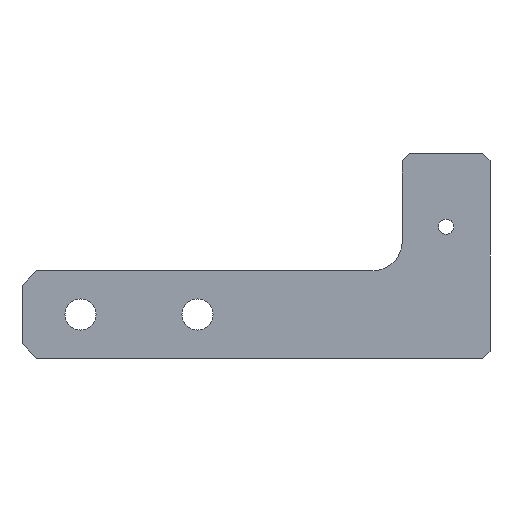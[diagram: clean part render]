
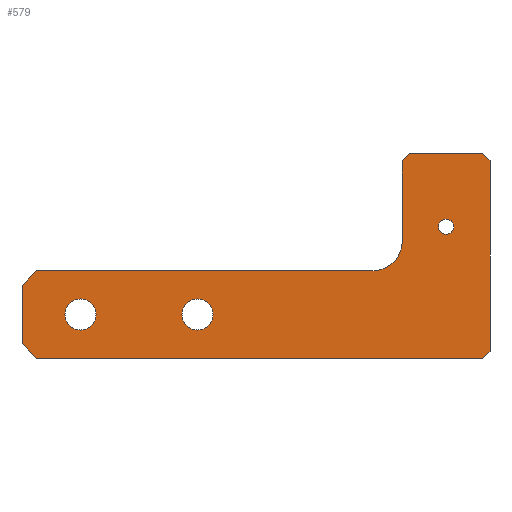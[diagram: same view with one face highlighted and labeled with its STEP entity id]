
A CAD part, front view. The second image highlights one B-rep face of the part: STEP entity #579.
In plain terms, the highlighted planar face has unit normal (0, -1, 0).
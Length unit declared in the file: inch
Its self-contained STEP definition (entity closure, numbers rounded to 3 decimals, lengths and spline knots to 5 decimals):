
#19=FACE_BOUND('',#103,.T.);
#20=FACE_BOUND('',#104,.T.);
#21=FACE_BOUND('',#105,.T.);
#40=PLANE('',#645);
#69=FACE_OUTER_BOUND('',#102,.T.);
#102=EDGE_LOOP('',(#509,#510,#511,#512,#513,#514,#515,#516,#517,#518,#519,
#520));
#103=EDGE_LOOP('',(#521));
#104=EDGE_LOOP('',(#522));
#105=EDGE_LOOP('',(#523));
#114=LINE('',#820,#177);
#117=LINE('',#827,#180);
#130=LINE('',#860,#193);
#132=LINE('',#864,#195);
#151=LINE('',#919,#214);
#162=LINE('',#941,#225);
#168=LINE('',#958,#231);
#169=LINE('',#961,#232);
#170=LINE('',#963,#233);
#171=LINE('',#964,#234);
#172=LINE('',#965,#235);
#177=VECTOR('',#663,0.3937);
#180=VECTOR('',#668,0.3937);
#193=VECTOR('',#693,0.3937);
#195=VECTOR('',#697,0.3937);
#214=VECTOR('',#752,0.3937);
#225=VECTOR('',#769,0.3937);
#231=VECTOR('',#789,0.3937);
#232=VECTOR('',#792,0.3937);
#233=VECTOR('',#793,0.3937);
#234=VECTOR('',#794,0.3937);
#235=VECTOR('',#795,0.3937);
#238=CIRCLE('',#606,0.25);
#247=CIRCLE('',#623,0.133);
#251=CIRCLE('',#630,0.133);
#254=CIRCLE('',#643,0.065);
#255=VERTEX_POINT('',#810);
#256=VERTEX_POINT('',#811);
#259=VERTEX_POINT('',#819);
#261=VERTEX_POINT('',#825);
#262=VERTEX_POINT('',#826);
#276=VERTEX_POINT('',#859);
#277=VERTEX_POINT('',#863);
#281=VERTEX_POINT('',#876);
#285=VERTEX_POINT('',#889);
#295=VERTEX_POINT('',#917);
#302=VERTEX_POINT('',#938);
#303=VERTEX_POINT('',#940);
#307=VERTEX_POINT('',#954);
#308=VERTEX_POINT('',#960);
#309=VERTEX_POINT('',#962);
#310=EDGE_CURVE('',#255,#256,#238,.T.);
#314=EDGE_CURVE('',#259,#256,#114,.T.);
#317=EDGE_CURVE('',#261,#262,#117,.T.);
#334=EDGE_CURVE('',#276,#262,#130,.T.);
#336=EDGE_CURVE('',#276,#277,#132,.T.);
#343=EDGE_CURVE('',#281,#281,#247,.T.);
#349=EDGE_CURVE('',#285,#285,#251,.T.);
#363=EDGE_CURVE('',#261,#295,#151,.T.);
#374=EDGE_CURVE('',#303,#302,#162,.T.);
#382=EDGE_CURVE('',#307,#307,#254,.T.);
#383=EDGE_CURVE('',#259,#302,#168,.T.);
#384=EDGE_CURVE('',#308,#295,#169,.T.);
#385=EDGE_CURVE('',#308,#309,#170,.T.);
#386=EDGE_CURVE('',#303,#309,#171,.T.);
#387=EDGE_CURVE('',#255,#277,#172,.T.);
#509=ORIENTED_EDGE('',*,*,#317,.F.);
#510=ORIENTED_EDGE('',*,*,#363,.T.);
#511=ORIENTED_EDGE('',*,*,#384,.F.);
#512=ORIENTED_EDGE('',*,*,#385,.T.);
#513=ORIENTED_EDGE('',*,*,#386,.F.);
#514=ORIENTED_EDGE('',*,*,#374,.T.);
#515=ORIENTED_EDGE('',*,*,#383,.F.);
#516=ORIENTED_EDGE('',*,*,#314,.T.);
#517=ORIENTED_EDGE('',*,*,#310,.F.);
#518=ORIENTED_EDGE('',*,*,#387,.T.);
#519=ORIENTED_EDGE('',*,*,#336,.F.);
#520=ORIENTED_EDGE('',*,*,#334,.T.);
#521=ORIENTED_EDGE('',*,*,#343,.T.);
#522=ORIENTED_EDGE('',*,*,#349,.T.);
#523=ORIENTED_EDGE('',*,*,#382,.T.);
#579=ADVANCED_FACE('',(#69,#19,#20,#21),#40,.T.);
#606=AXIS2_PLACEMENT_3D('',#812,#655,#656);
#623=AXIS2_PLACEMENT_3D('',#878,#713,#714);
#630=AXIS2_PLACEMENT_3D('',#891,#729,#730);
#643=AXIS2_PLACEMENT_3D('',#956,#785,#786);
#645=AXIS2_PLACEMENT_3D('',#959,#790,#791);
#655=DIRECTION('center_axis',(0.,-1.,0.));
#656=DIRECTION('ref_axis',(0.707,0.,-0.707));
#663=DIRECTION('',(0.,0.,-1.));
#668=DIRECTION('',(-0.707,0.,0.707));
#693=DIRECTION('',(0.,0.,-1.));
#697=DIRECTION('',(0.707,0.,0.707));
#713=DIRECTION('center_axis',(0.,1.,0.));
#714=DIRECTION('ref_axis',(1.,0.,0.));
#729=DIRECTION('center_axis',(0.,1.,0.));
#730=DIRECTION('ref_axis',(1.,0.,0.));
#752=DIRECTION('',(1.,0.,0.));
#769=DIRECTION('',(-1.,0.,0.));
#785=DIRECTION('center_axis',(0.,1.,0.));
#786=DIRECTION('ref_axis',(1.,0.,0.));
#789=DIRECTION('',(0.707,0.,0.707));
#790=DIRECTION('center_axis',(0.,-1.,0.));
#791=DIRECTION('ref_axis',(0.,0.,-1.));
#792=DIRECTION('',(-0.707,0.,-0.707));
#793=DIRECTION('',(0.,0.,1.));
#794=DIRECTION('',(0.707,0.,-0.707));
#795=DIRECTION('',(-1.,0.,0.));
#810=CARTESIAN_POINT('',(1.75,-0.25,-2.0625));
#811=CARTESIAN_POINT('',(2.,-0.25,-1.8125));
#812=CARTESIAN_POINT('Origin',(1.75,-0.25,-1.8125));
#819=CARTESIAN_POINT('',(2.,-0.25,-1.125));
#820=CARTESIAN_POINT('',(2.,-0.25,-1.0625));
#825=CARTESIAN_POINT('',(-1.125,-0.25,-2.8125));
#826=CARTESIAN_POINT('',(-1.25,-0.25,-2.6875));
#827=CARTESIAN_POINT('',(-0.76495,-0.25,-3.17255));
#859=CARTESIAN_POINT('',(-1.25,-0.25,-2.1875));
#860=CARTESIAN_POINT('',(-1.25,-0.25,-2.0625));
#863=CARTESIAN_POINT('',(-1.125,-0.25,-2.0625));
#864=CARTESIAN_POINT('',(-0.65625,-0.25,-1.59375));
#876=CARTESIAN_POINT('',(-0.883,-0.25,-2.4375));
#878=CARTESIAN_POINT('Origin',(-0.75,-0.25,-2.4375));
#889=CARTESIAN_POINT('',(0.117,-0.25,-2.4375));
#891=CARTESIAN_POINT('Origin',(0.25,-0.25,-2.4375));
#917=CARTESIAN_POINT('',(2.6875,-0.25,-2.8125));
#919=CARTESIAN_POINT('',(-1.25,-0.25,-2.8125));
#938=CARTESIAN_POINT('',(2.0625,-0.25,-1.0625));
#940=CARTESIAN_POINT('',(2.6875,-0.25,-1.0625));
#941=CARTESIAN_POINT('',(2.75,-0.25,-1.0625));
#954=CARTESIAN_POINT('',(2.31,-0.25,-1.6875));
#956=CARTESIAN_POINT('Origin',(2.375,-0.25,-1.6875));
#958=CARTESIAN_POINT('',(1.5,-0.25,-1.625));
#959=CARTESIAN_POINT('Origin',(1.03261,-0.25,-2.22011));
#960=CARTESIAN_POINT('',(2.75,-0.25,-2.75));
#961=CARTESIAN_POINT('',(2.4375,-0.25,-3.0625));
#962=CARTESIAN_POINT('',(2.75,-0.25,-1.125));
#963=CARTESIAN_POINT('',(2.75,-0.25,-2.8125));
#964=CARTESIAN_POINT('',(2.5788,-0.25,-0.9538));
#965=CARTESIAN_POINT('',(2.,-0.25,-2.0625));
